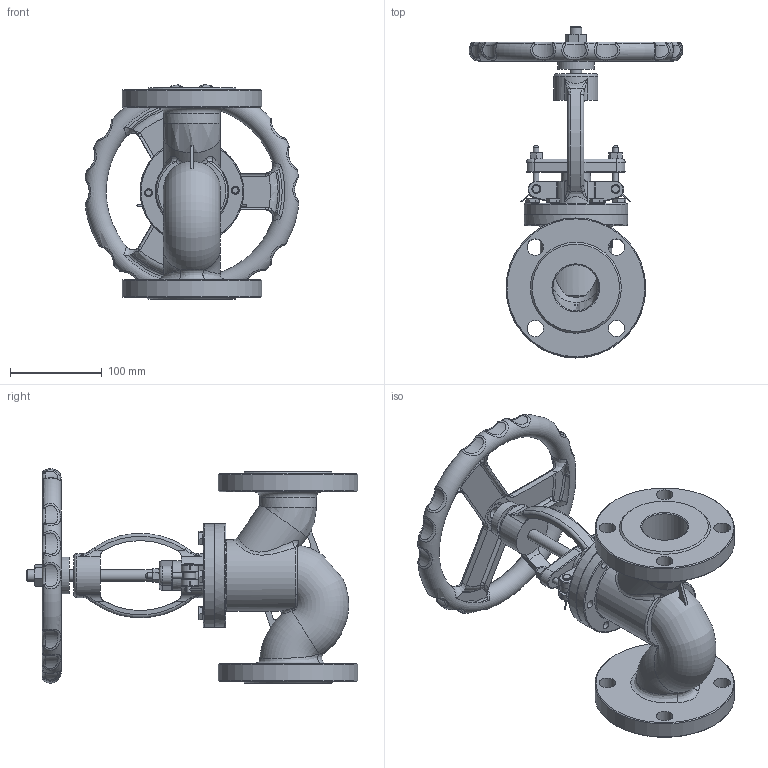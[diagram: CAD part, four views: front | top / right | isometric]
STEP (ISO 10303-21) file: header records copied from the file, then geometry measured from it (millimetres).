
FILE_DESCRIPTION(/* description */ (''),/* implementation_level */ '2;1');
FILE_NAME(/* name */ 'DN50_3D_STEP.stp',/* time_stamp */ '2025-04-20T14:51:44+03:00',/* author */ ('igorr'),/* organization */ (''),/* preprocessor_version */ 'ST-DEVELOPER v20',/* originating_system */ 'Autodesk Inventor 2025',/* authorisation */ '');
FILE_SCHEMA (('AUTOMOTIVE_DESIGN { 1 0 10303 214 3 1 1 }'));
Length unit declared in the file: millimetre
Products named in the file (6): Сборка1; Деталь1; Деталь2; ANSI B18.2.4.2M - M8x1,25; ANSI B18.2.4.2M - M14x2; AS 1110 - M8 x 12
Assembly tree (11 placements, depth 2):
  Сборка1
    Деталь1
    Деталь2
    ANSI B18.2.4.2M - M8x1,25  x2
    ANSI B18.2.4.2M - M14x2
    AS 1110 - M8 x 12  x6
Bounding box: 232.61 x 361 x 233.55 mm (x, y, z)
Volume: 2010829.9 mm3; surface area: 347956.6 mm2
Topology: 11 solids, 11 shells, 734 faces, 1717 edges, 1024 vertices
Faces by surface type: plane 243, cylinder 163, bspline 118, cone 95, torus 85, sphere 30
Full cylindrical faces by diameter (mm): 1.12 x2, 1.6 x2, 4.8 x4, 6.4 x6, 6.647 x2, 8 x6, 8.751 x12, 9.6 x2, 11.835 x1, 12.8 x3, 13 x6, 15 x1, 18 x8, 25.6 x1, 32 x1, 40 x2, 48 x1, 50 x3, 62 x2, 78.072 x1, 112.753 x2, 152 x2
Entity records: 28318 total; most frequent: CARTESIAN_POINT 14456, ORIENTED_EDGE 2782, DIRECTION 2656, EDGE_CURVE 1391, AXIS2_PLACEMENT_3D 1145, VERTEX_POINT 845, EDGE_LOOP 692, CIRCLE 637
